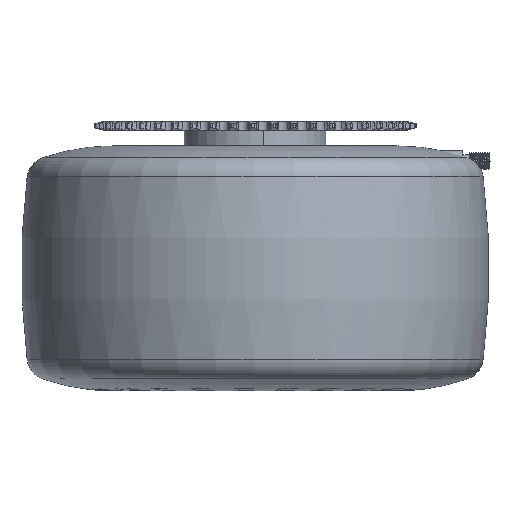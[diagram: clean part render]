
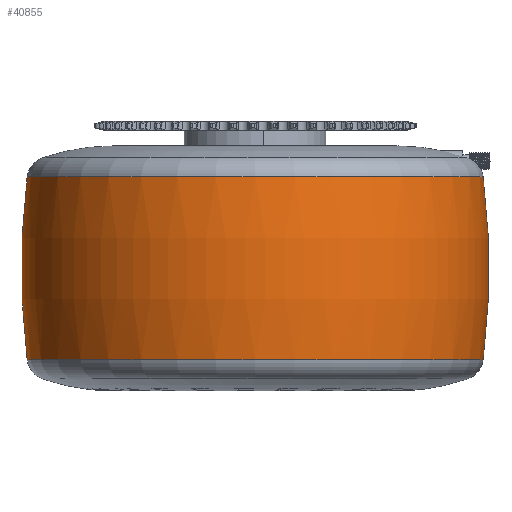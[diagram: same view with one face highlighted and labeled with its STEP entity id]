
A CAD part, front view. The second image highlights one B-rep face of the part: STEP entity #40855.
In plain terms, the highlighted toroidal (fillet/blend) face has major radius 230 mm and minor radius 339.843 mm.
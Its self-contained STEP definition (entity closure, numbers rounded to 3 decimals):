
#44 = DIRECTION ( 'NONE',  ( -1., 0., 0. ) ) ;
#1162 = AXIS2_PLACEMENT_3D ( 'NONE', #7825, #22917, #34254 ) ;
#1618 = DIRECTION ( 'NONE',  ( -1., 0., 0. ) ) ;
#2333 = DIRECTION ( 'NONE',  ( 0., -1., 0. ) ) ;
#3746 = CARTESIAN_POINT ( 'NONE',  ( -107.118, 0., 100.445 ) ) ;
#4536 = AXIS2_PLACEMENT_3D ( 'NONE', #16114, #11919, #39111 ) ;
#6760 = EDGE_CURVE ( 'NONE', #12598, #18826, #45435, .T. ) ;
#7825 = CARTESIAN_POINT ( 'NONE',  ( 0., 0., 100.445 ) ) ;
#8534 = DIRECTION ( 'NONE',  ( 0., 1., 0. ) ) ;
#10236 = EDGE_CURVE ( 'NONE', #13951, #18826, #26399, .T. ) ;
#11919 = DIRECTION ( 'NONE',  ( 0., 0., -1. ) ) ;
#12598 = VERTEX_POINT ( 'NONE', #43895 ) ;
#13951 = VERTEX_POINT ( 'NONE', #3746 ) ;
#15138 = FACE_OUTER_BOUND ( 'NONE', #22991, .T. ) ;
#15369 = CARTESIAN_POINT ( 'NONE',  ( 107.118, 0., 100.445 ) ) ;
#15595 = ORIENTED_EDGE ( 'NONE', *, *, #29710, .F. ) ;
#16114 = CARTESIAN_POINT ( 'NONE',  ( 0., 0., 57.5 ) ) ;
#18826 = VERTEX_POINT ( 'NONE', #38109 ) ;
#18829 = DIRECTION ( 'NONE',  ( 0., 0., -1. ) ) ;
#19223 = ORIENTED_EDGE ( 'NONE', *, *, #6760, .F. ) ;
#19691 = EDGE_CURVE ( 'NONE', #35585, #13951, #29586, .T. ) ;
#22917 = DIRECTION ( 'NONE',  ( 0., 0., -1. ) ) ;
#22991 = EDGE_LOOP ( 'NONE', ( #15595, #47569, #33394, #19223 ) ) ;
#23005 = CARTESIAN_POINT ( 'NONE',  ( 0., 0., 14.555 ) ) ;
#25587 = AXIS2_PLACEMENT_3D ( 'NONE', #44092, #2333, #29021 ) ;
#26399 = CIRCLE ( 'NONE', #25587, 339.843 ) ;
#28598 = AXIS2_PLACEMENT_3D ( 'NONE', #35474, #8534, #1618 ) ;
#29021 = DIRECTION ( 'NONE',  ( 0., 0., -1. ) ) ;
#29586 = CIRCLE ( 'NONE', #1162, 107.118 ) ;
#29710 = EDGE_CURVE ( 'NONE', #35585, #12598, #45975, .T. ) ;
#33394 = ORIENTED_EDGE ( 'NONE', *, *, #10236, .T. ) ;
#34254 = DIRECTION ( 'NONE',  ( -1., 0., 0. ) ) ;
#35474 = CARTESIAN_POINT ( 'NONE',  ( -230., 0., 57.5 ) ) ;
#35585 = VERTEX_POINT ( 'NONE', #15369 ) ;
#38109 = CARTESIAN_POINT ( 'NONE',  ( -107.118, 0., 14.555 ) ) ;
#39111 = DIRECTION ( 'NONE',  ( -1., 0., 0. ) ) ;
#40720 = AXIS2_PLACEMENT_3D ( 'NONE', #23005, #18829, #44 ) ;
#40855 = ADVANCED_FACE ( 'NONE', ( #15138 ), #40859, .T. ) ;
#40859 = TOROIDAL_SURFACE ( 'NONE', #4536, -230., 339.843 ) ;
#43895 = CARTESIAN_POINT ( 'NONE',  ( 107.118, 0., 14.555 ) ) ;
#44092 = CARTESIAN_POINT ( 'NONE',  ( 230., 0., 57.5 ) ) ;
#45435 = CIRCLE ( 'NONE', #40720, 107.118 ) ;
#45975 = CIRCLE ( 'NONE', #28598, 339.843 ) ;
#47569 = ORIENTED_EDGE ( 'NONE', *, *, #19691, .T. ) ;
